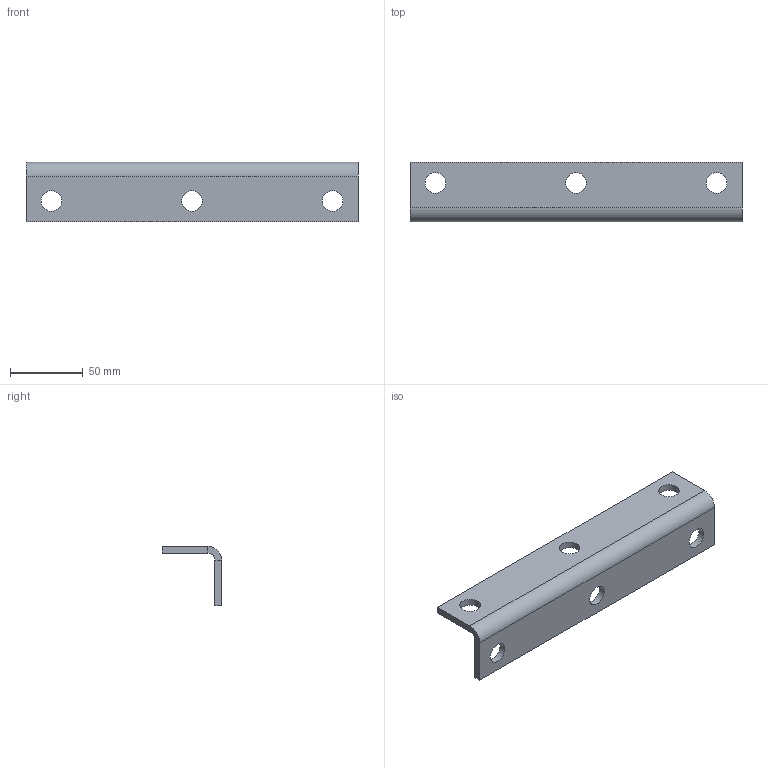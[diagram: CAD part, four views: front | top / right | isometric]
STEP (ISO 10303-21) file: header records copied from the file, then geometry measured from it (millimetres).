
FILE_DESCRIPTION((''),'2;1');
FILE_NAME('900 MTG BKT.stp','2016-12-08T09:47:48',('jrf'),(''),'Autodesk Inventor 2013','Autodesk Inventor 2013','');
FILE_SCHEMA(('AUTOMOTIVE_DESIGN { 1 0 10303 214 1 1 1 1 }'));
Length unit declared in the file: inch
Products named in the file (1): Part2
Bounding box: 228.6 x 40.98 x 40.98 mm (x, y, z)
Volume: 76346.6 mm3; surface area: 36147.6 mm2
Topology: 1 solids, 1 shells, 20 faces, 46 edges, 28 vertices
Faces by surface type: plane 12, cylinder 8
Full cylindrical faces by diameter (mm): 14.224 x6
Entity records: 584 total; most frequent: DIRECTION 98, CARTESIAN_POINT 89, ORIENTED_EDGE 80, EDGE_CURVE 40, EDGE_LOOP 38, AXIS2_PLACEMENT_3D 37, VERTEX_POINT 28, VECTOR 24
